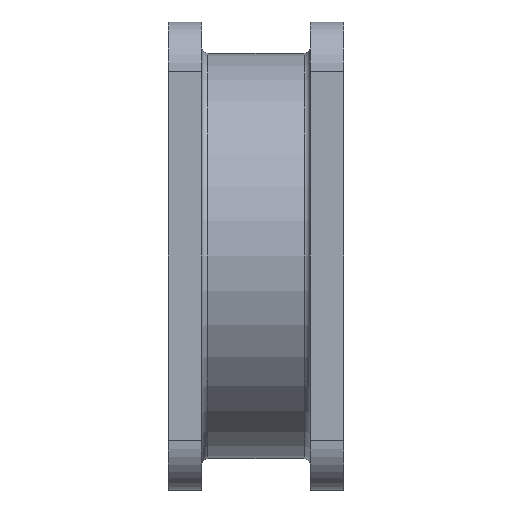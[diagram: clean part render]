
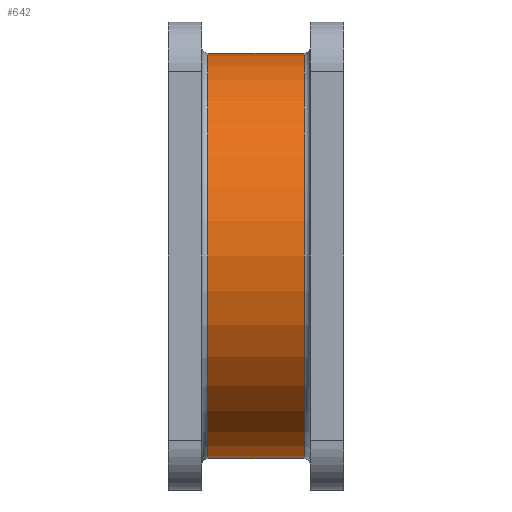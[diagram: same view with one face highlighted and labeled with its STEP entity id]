
A CAD part, front view. The second image highlights one B-rep face of the part: STEP entity #642.
In plain terms, the highlighted cylindrical face has radius 48.5 mm (diameter 97 mm), a partial arc.
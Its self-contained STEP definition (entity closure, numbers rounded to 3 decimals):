
#24 = AXIS2_PLACEMENT_3D ( 'NONE', #1050, #1043, #1042 ) ;
#48 = AXIS2_PLACEMENT_3D ( 'NONE', #1041, #1033, #1032 ) ;
#281 = CIRCLE ( 'NONE', #48, 48.5 ) ;
#287 = CIRCLE ( 'NONE', #24, 48.5 ) ;
#396 = VECTOR ( 'NONE', #1204, 1000. ) ;
#397 = LINE ( 'NONE', #1205, #396 ) ;
#400 = VECTOR ( 'NONE', #1208, 1000. ) ;
#403 = LINE ( 'NONE', #1209, #400 ) ;
#432 = CYLINDRICAL_SURFACE ( 'NONE', #688, 48.5 ) ;
#444 = FACE_OUTER_BOUND ( 'NONE', #523, .T. ) ;
#523 = EDGE_LOOP ( 'NONE', ( #565, #566, #567, #568 ) ) ;
#565 = ORIENTED_EDGE ( 'NONE', *, *, #736, .F. ) ;
#566 = ORIENTED_EDGE ( 'NONE', *, *, #799, .T. ) ;
#567 = ORIENTED_EDGE ( 'NONE', *, *, #738, .T. ) ;
#568 = ORIENTED_EDGE ( 'NONE', *, *, #802, .T. ) ;
#642 = ADVANCED_FACE ( 'NONE', ( #444 ), #432, .T. ) ;
#688 = AXIS2_PLACEMENT_3D ( 'NONE', #1354, #1353, #1365 ) ;
#736 = EDGE_CURVE ( 'NONE', #1509, #1429, #403, .T. ) ;
#738 = EDGE_CURVE ( 'NONE', #1495, #1508, #397, .T. ) ;
#799 = EDGE_CURVE ( 'NONE', #1509, #1495, #287, .T. ) ;
#802 = EDGE_CURVE ( 'NONE', #1508, #1429, #281, .T. ) ;
#868 = CARTESIAN_POINT ( 'NONE',  ( 32.5, 0., 48.5 ) ) ;
#897 = CARTESIAN_POINT ( 'NONE',  ( 9.5, 0., 48.5 ) ) ;
#904 = CARTESIAN_POINT ( 'NONE',  ( 32.5, 0., -48.5 ) ) ;
#1032 = DIRECTION ( 'NONE',  ( 0., 0., 1. ) ) ;
#1033 = DIRECTION ( 'NONE',  ( 1., 0., 0. ) ) ;
#1041 = CARTESIAN_POINT ( 'NONE',  ( 9.5, 0., 0. ) ) ;
#1042 = DIRECTION ( 'NONE',  ( 0., 0., -1. ) ) ;
#1043 = DIRECTION ( 'NONE',  ( -1., 0., 0. ) ) ;
#1050 = CARTESIAN_POINT ( 'NONE',  ( 32.5, 0., 0. ) ) ;
#1204 = DIRECTION ( 'NONE',  ( -1., 0., 0. ) ) ;
#1205 = CARTESIAN_POINT ( 'NONE',  ( 0., 0., 48.5 ) ) ;
#1208 = DIRECTION ( 'NONE',  ( -1., 0., 0. ) ) ;
#1209 = CARTESIAN_POINT ( 'NONE',  ( 0., 0., -48.5 ) ) ;
#1353 = DIRECTION ( 'NONE',  ( -1., 0., 0. ) ) ;
#1354 = CARTESIAN_POINT ( 'NONE',  ( 0., 0., 0. ) ) ;
#1365 = DIRECTION ( 'NONE',  ( 0., 0., 1. ) ) ;
#1429 = VERTEX_POINT ( 'NONE', #1518 ) ;
#1495 = VERTEX_POINT ( 'NONE', #868 ) ;
#1508 = VERTEX_POINT ( 'NONE', #897 ) ;
#1509 = VERTEX_POINT ( 'NONE', #904 ) ;
#1518 = CARTESIAN_POINT ( 'NONE',  ( 9.5, 0., -48.5 ) ) ;
